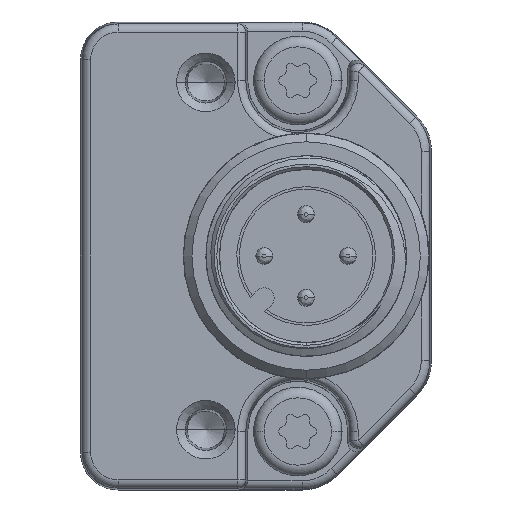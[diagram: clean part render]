
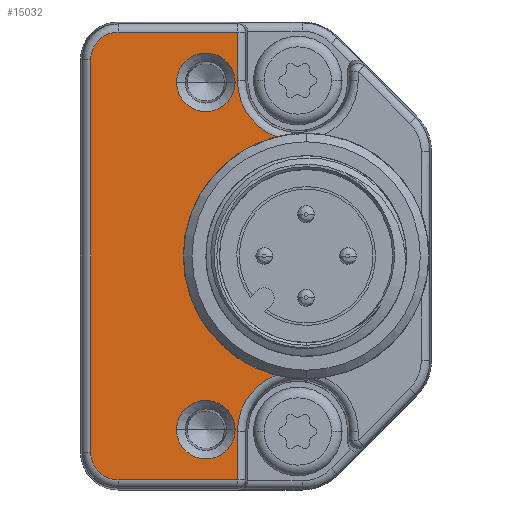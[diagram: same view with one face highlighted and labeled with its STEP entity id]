
A CAD part, left-side view. The second image highlights one B-rep face of the part: STEP entity #15032.
In plain terms, the highlighted planar face has unit normal (-1, 0, 0).
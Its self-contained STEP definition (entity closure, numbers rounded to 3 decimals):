
#482=CARTESIAN_POINT('',(-13.,9.297,-7.127));
#616=CARTESIAN_POINT('',(-13.,9.297,7.127));
#639=CARTESIAN_POINT('',(-13.,8.,-10.5));
#640=DIRECTION('',(1.,0.,0.));
#641=DIRECTION('',(0.,1.,0.));
#642=AXIS2_PLACEMENT_3D('',#639,#640,#641);
#644=DIRECTION('',(0.,0.,1.));
#645=VECTOR('',#644,2.891);
#646=CARTESIAN_POINT('',(-13.,11.614,-13.391));
#647=LINE('',#646,#645);
#648=DIRECTION('',(0.,-1.,0.));
#649=VECTOR('',#648,7.136);
#650=CARTESIAN_POINT('',(-13.,18.75,-13.391));
#651=LINE('',#650,#649);
#652=CARTESIAN_POINT('',(-13.,18.75,-11.75));
#653=DIRECTION('',(-1.,0.,0.));
#654=DIRECTION('',(0.,1.,0.));
#655=AXIS2_PLACEMENT_3D('',#652,#653,#654);
#657=DIRECTION('',(0.,0.,-1.));
#658=VECTOR('',#657,23.5);
#659=CARTESIAN_POINT('',(-13.,20.391,11.75));
#660=LINE('',#659,#658);
#661=CARTESIAN_POINT('',(-13.,18.75,11.75));
#662=DIRECTION('',(-1.,0.,0.));
#663=DIRECTION('',(0.,0.,1.));
#664=AXIS2_PLACEMENT_3D('',#661,#662,#663);
#666=DIRECTION('',(0.,1.,0.));
#667=VECTOR('',#666,7.136);
#668=CARTESIAN_POINT('',(-13.,11.614,13.391));
#669=LINE('',#668,#667);
#670=DIRECTION('',(0.,0.,1.));
#671=VECTOR('',#670,2.891);
#672=CARTESIAN_POINT('',(-13.,11.614,10.5));
#673=LINE('',#672,#671);
#674=CARTESIAN_POINT('',(-13.,8.,10.5));
#675=DIRECTION('',(1.,0.,0.));
#676=DIRECTION('',(0.,0.359,-0.933));
#677=AXIS2_PLACEMENT_3D('',#674,#675,#676);
#679=CARTESIAN_POINT('',(-13.,7.5,0.));
#680=DIRECTION('',(-1.,0.,0.));
#681=DIRECTION('',(0.,0.244,0.97));
#682=AXIS2_PLACEMENT_3D('',#679,#680,#681);
#684=CARTESIAN_POINT('',(-13.,13.5,-10.392));
#685=DIRECTION('',(1.,0.,0.));
#686=DIRECTION('',(0.,1.,0.));
#687=AXIS2_PLACEMENT_3D('',#684,#685,#686);
#689=CARTESIAN_POINT('',(-13.,13.5,-10.392));
#690=DIRECTION('',(1.,0.,0.));
#691=DIRECTION('',(0.,-1.,0.));
#692=AXIS2_PLACEMENT_3D('',#689,#690,#691);
#694=CARTESIAN_POINT('',(-13.,13.5,10.392));
#695=DIRECTION('',(1.,0.,0.));
#696=DIRECTION('',(0.,1.,0.));
#697=AXIS2_PLACEMENT_3D('',#694,#695,#696);
#699=CARTESIAN_POINT('',(-13.,13.5,10.392));
#700=DIRECTION('',(1.,0.,0.));
#701=DIRECTION('',(0.,-1.,0.));
#702=AXIS2_PLACEMENT_3D('',#699,#700,#701);
#13194=VERTEX_POINT('',#482);
#13195=VERTEX_POINT('',#616);
#13228=CARTESIAN_POINT('',(-13.,20.391,-11.75));
#13229=CARTESIAN_POINT('',(-13.,18.75,-13.391));
#13230=VERTEX_POINT('',#13228);
#13231=VERTEX_POINT('',#13229);
#13236=CARTESIAN_POINT('',(-13.,20.391,11.75));
#13237=VERTEX_POINT('',#13236);
#13240=CARTESIAN_POINT('',(-13.,18.75,13.391));
#13241=VERTEX_POINT('',#13240);
#13278=CARTESIAN_POINT('',(-13.,11.614,-10.5));
#13279=VERTEX_POINT('',#13278);
#13280=CARTESIAN_POINT('',(-13.,11.614,-13.391));
#13281=VERTEX_POINT('',#13280);
#13298=CARTESIAN_POINT('',(-13.,11.614,10.5));
#13299=VERTEX_POINT('',#13298);
#13300=CARTESIAN_POINT('',(-13.,11.614,13.391));
#13301=VERTEX_POINT('',#13300);
#13377=CARTESIAN_POINT('',(-13.,15.25,-10.392));
#13378=CARTESIAN_POINT('',(-13.,11.75,-10.392));
#13379=VERTEX_POINT('',#13377);
#13380=VERTEX_POINT('',#13378);
#13381=CARTESIAN_POINT('',(-13.,15.25,10.392));
#13382=CARTESIAN_POINT('',(-13.,11.75,10.392));
#13383=VERTEX_POINT('',#13381);
#13384=VERTEX_POINT('',#13382);
#14997=CARTESIAN_POINT('',(-13.,0.,0.));
#14998=DIRECTION('',(-1.,0.,0.));
#14999=DIRECTION('',(0.,0.,1.));
#15000=AXIS2_PLACEMENT_3D('',#14997,#14998,#14999);
#15001=PLANE('',#15000);
#15002=ORIENTED_EDGE('',*,*,#14845,.F.);
#15004=ORIENTED_EDGE('',*,*,#15003,.F.);
#15006=ORIENTED_EDGE('',*,*,#15005,.F.);
#15008=ORIENTED_EDGE('',*,*,#15007,.F.);
#15010=ORIENTED_EDGE('',*,*,#15009,.F.);
#15012=ORIENTED_EDGE('',*,*,#15011,.F.);
#15014=ORIENTED_EDGE('',*,*,#15013,.F.);
#15015=ORIENTED_EDGE('',*,*,#14988,.F.);
#15016=ORIENTED_EDGE('',*,*,#14946,.F.);
#15017=ORIENTED_EDGE('',*,*,#14860,.T.);
#15018=EDGE_LOOP('',(#15002,#15004,#15006,#15008,#15010,#15012,#15014,#15015,
#15016,#15017));
#15019=FACE_OUTER_BOUND('',#15018,.F.);
#15021=ORIENTED_EDGE('',*,*,#15020,.F.);
#15023=ORIENTED_EDGE('',*,*,#15022,.F.);
#15024=EDGE_LOOP('',(#15021,#15023));
#15025=FACE_BOUND('',#15024,.F.);
#15027=ORIENTED_EDGE('',*,*,#15026,.F.);
#15029=ORIENTED_EDGE('',*,*,#15028,.F.);
#15030=EDGE_LOOP('',(#15027,#15029));
#15031=FACE_BOUND('',#15030,.F.);
#15032=ADVANCED_FACE('',(#15019,#15025,#15031),#15001,.T.);
#643=CIRCLE('',#642,3.614);
#656=CIRCLE('',#655,1.641);
#665=CIRCLE('',#664,1.641);
#678=CIRCLE('',#677,3.614);
#683=CIRCLE('',#682,7.35);
#688=CIRCLE('',#687,1.75);
#693=CIRCLE('',#692,1.75);
#698=CIRCLE('',#697,1.75);
#703=CIRCLE('',#702,1.75);
#14845=EDGE_CURVE('',#13279,#13194,#643,.T.);
#14860=EDGE_CURVE('',#13195,#13194,#683,.T.);
#14946=EDGE_CURVE('',#13195,#13299,#678,.T.);
#14988=EDGE_CURVE('',#13299,#13301,#673,.T.);
#15003=EDGE_CURVE('',#13281,#13279,#647,.T.);
#15005=EDGE_CURVE('',#13231,#13281,#651,.T.);
#15007=EDGE_CURVE('',#13230,#13231,#656,.T.);
#15009=EDGE_CURVE('',#13237,#13230,#660,.T.);
#15011=EDGE_CURVE('',#13241,#13237,#665,.T.);
#15013=EDGE_CURVE('',#13301,#13241,#669,.T.);
#15020=EDGE_CURVE('',#13379,#13380,#688,.T.);
#15022=EDGE_CURVE('',#13380,#13379,#693,.T.);
#15026=EDGE_CURVE('',#13383,#13384,#698,.T.);
#15028=EDGE_CURVE('',#13384,#13383,#703,.T.);
